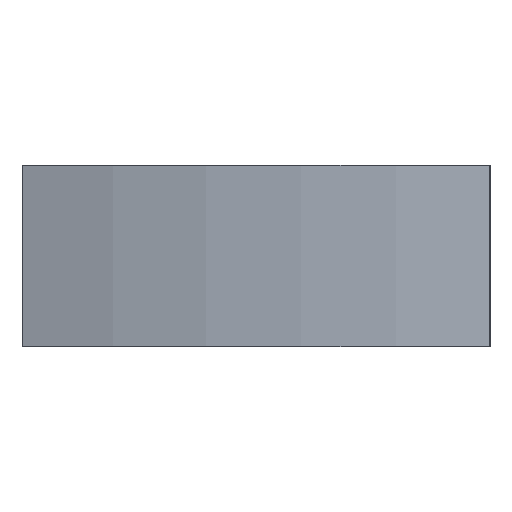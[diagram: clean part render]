
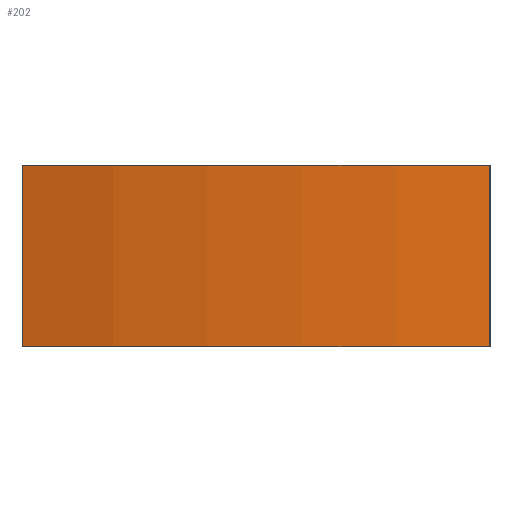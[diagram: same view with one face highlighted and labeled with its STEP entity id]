
A CAD part, left-side view. The second image highlights one B-rep face of the part: STEP entity #202.
In plain terms, the highlighted cylindrical face has radius 98.692 mm (diameter 197.384 mm), a partial arc.
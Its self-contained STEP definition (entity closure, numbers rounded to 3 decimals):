
#22 = CARTESIAN_POINT ( 'NONE',  ( -29., 0., 9. ) ) ;
#30 = FACE_OUTER_BOUND ( 'NONE', #483, .T. ) ;
#35 = DIRECTION ( 'NONE',  ( 0., 0., 1. ) ) ;
#41 = CARTESIAN_POINT ( 'NONE',  ( -24.5, 46.5, -9. ) ) ;
#51 = DIRECTION ( 'NONE',  ( 0., 0., -1. ) ) ;
#62 = LINE ( 'NONE', #630, #209 ) ;
#73 = CIRCLE ( 'NONE', #504, 98.692 ) ;
#82 = CARTESIAN_POINT ( 'NONE',  ( 68.692, 14.014, 9. ) ) ;
#142 = ORIENTED_EDGE ( 'NONE', *, *, #188, .F. ) ;
#160 = LINE ( 'NONE', #22, #398 ) ;
#188 = EDGE_CURVE ( 'NONE', #274, #302, #160, .T. ) ;
#202 = ADVANCED_FACE ( 'NONE', ( #30 ), #375, .T. ) ;
#209 = VECTOR ( 'NONE', #51, 1000. ) ;
#228 = AXIS2_PLACEMENT_3D ( 'NONE', #82, #538, #838 ) ;
#272 = DIRECTION ( 'NONE',  ( 0., 0., 1. ) ) ;
#274 = VERTEX_POINT ( 'NONE', #607 ) ;
#302 = VERTEX_POINT ( 'NONE', #544 ) ;
#375 = CYLINDRICAL_SURFACE ( 'NONE', #228, 98.692 ) ;
#377 = EDGE_CURVE ( 'NONE', #751, #829, #62, .T. ) ;
#398 = VECTOR ( 'NONE', #908, 1000. ) ;
#409 = CARTESIAN_POINT ( 'NONE',  ( 68.692, 14.014, 9. ) ) ;
#444 = EDGE_CURVE ( 'NONE', #829, #302, #73, .T. ) ;
#483 = EDGE_LOOP ( 'NONE', ( #553, #142, #850, #687 ) ) ;
#504 = AXIS2_PLACEMENT_3D ( 'NONE', #824, #35, #754 ) ;
#528 = CIRCLE ( 'NONE', #937, 98.692 ) ;
#538 = DIRECTION ( 'NONE',  ( 0., 0., -1. ) ) ;
#544 = CARTESIAN_POINT ( 'NONE',  ( -29., 0., -9. ) ) ;
#553 = ORIENTED_EDGE ( 'NONE', *, *, #444, .T. ) ;
#607 = CARTESIAN_POINT ( 'NONE',  ( -29., 0., 9. ) ) ;
#630 = CARTESIAN_POINT ( 'NONE',  ( -24.5, 46.5, 9. ) ) ;
#687 = ORIENTED_EDGE ( 'NONE', *, *, #377, .T. ) ;
#737 = CARTESIAN_POINT ( 'NONE',  ( -24.5, 46.5, 9. ) ) ;
#751 = VERTEX_POINT ( 'NONE', #737 ) ;
#754 = DIRECTION ( 'NONE',  ( -1., 0., 0. ) ) ;
#824 = CARTESIAN_POINT ( 'NONE',  ( 68.692, 14.014, -9. ) ) ;
#829 = VERTEX_POINT ( 'NONE', #41 ) ;
#833 = EDGE_CURVE ( 'NONE', #751, #274, #528, .T. ) ;
#838 = DIRECTION ( 'NONE',  ( -1., 0., 0. ) ) ;
#850 = ORIENTED_EDGE ( 'NONE', *, *, #833, .F. ) ;
#908 = DIRECTION ( 'NONE',  ( 0., 0., -1. ) ) ;
#928 = DIRECTION ( 'NONE',  ( -1., 0., 0. ) ) ;
#937 = AXIS2_PLACEMENT_3D ( 'NONE', #409, #272, #928 ) ;
